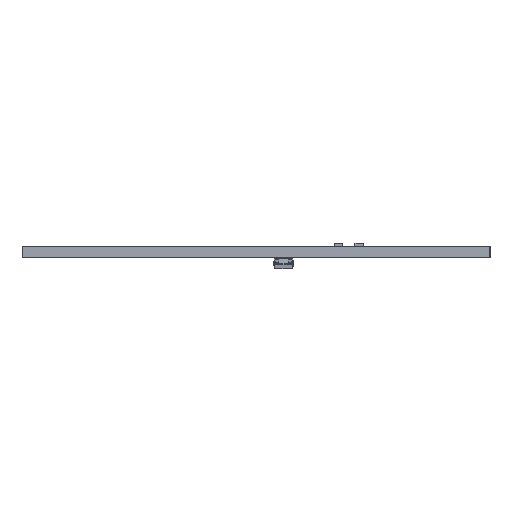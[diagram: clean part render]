
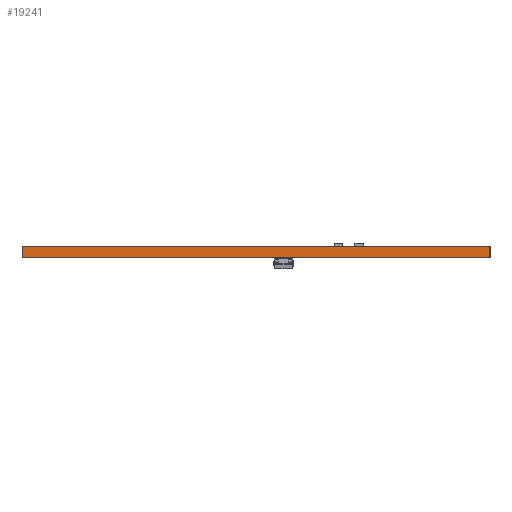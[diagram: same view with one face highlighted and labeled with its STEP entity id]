
A CAD part, left-side view. The second image highlights one B-rep face of the part: STEP entity #19241.
In plain terms, the highlighted planar face has unit normal (-1, 0, 0).
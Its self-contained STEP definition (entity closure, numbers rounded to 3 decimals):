
#10423 = PLANE('',#10424);
#10424 = AXIS2_PLACEMENT_3D('',#10425,#10426,#10427);
#10425 = CARTESIAN_POINT('',(29.,-41.,0.));
#10426 = DIRECTION('',(0.,1.,0.));
#10427 = DIRECTION('',(1.,0.,0.));
#10451 = PLANE('',#10452);
#10452 = AXIS2_PLACEMENT_3D('',#10453,#10454,#10455);
#10453 = CARTESIAN_POINT('',(191.,-41.,1.6));
#10454 = DIRECTION('',(0.,0.,1.));
#10455 = DIRECTION('',(1.,0.,0.));
#10479 = PLANE('',#10480);
#10480 = AXIS2_PLACEMENT_3D('',#10481,#10482,#10483);
#10481 = CARTESIAN_POINT('',(191.,-109.,0.));
#10482 = DIRECTION('',(0.,-1.,0.));
#10483 = DIRECTION('',(-1.,0.,0.));
#10505 = PLANE('',#10506);
#10506 = AXIS2_PLACEMENT_3D('',#10507,#10508,#10509);
#10507 = CARTESIAN_POINT('',(191.,-41.,0.));
#10508 = DIRECTION('',(0.,0.,1.));
#10509 = DIRECTION('',(1.,0.,0.));
#10520 = EDGE_CURVE('',#10521,#10523,#10525,.T.);
#10521 = VERTEX_POINT('',#10522);
#10522 = CARTESIAN_POINT('',(29.,-41.,0.));
#10523 = VERTEX_POINT('',#10524);
#10524 = CARTESIAN_POINT('',(29.,-41.,1.6));
#10525 = SURFACE_CURVE('',#10526,(#10530,#10537),.PCURVE_S1.);
#10526 = LINE('',#10527,#10528);
#10527 = CARTESIAN_POINT('',(29.,-41.,0.));
#10528 = VECTOR('',#10529,1.);
#10529 = DIRECTION('',(0.,0.,1.));
#10530 = PCURVE('',#10423,#10531);
#10531 = DEFINITIONAL_REPRESENTATION('',(#10532),#10536);
#10532 = LINE('',#10533,#10534);
#10533 = CARTESIAN_POINT('',(0.,0.));
#10534 = VECTOR('',#10535,1.);
#10535 = DIRECTION('',(0.,-1.));
#10536 = ( GEOMETRIC_REPRESENTATION_CONTEXT(2) 
PARAMETRIC_REPRESENTATION_CONTEXT() REPRESENTATION_CONTEXT('2D SPACE',''
  ) );
#10537 = PCURVE('',#10538,#10543);
#10538 = PLANE('',#10539);
#10539 = AXIS2_PLACEMENT_3D('',#10540,#10541,#10542);
#10540 = CARTESIAN_POINT('',(29.,-109.,0.));
#10541 = DIRECTION('',(-1.,0.,0.));
#10542 = DIRECTION('',(0.,1.,0.));
#10543 = DEFINITIONAL_REPRESENTATION('',(#10544),#10548);
#10544 = LINE('',#10545,#10546);
#10545 = CARTESIAN_POINT('',(68.,0.));
#10546 = VECTOR('',#10547,1.);
#10547 = DIRECTION('',(0.,-1.));
#10548 = ( GEOMETRIC_REPRESENTATION_CONTEXT(2) 
PARAMETRIC_REPRESENTATION_CONTEXT() REPRESENTATION_CONTEXT('2D SPACE',''
  ) );
#10598 = VERTEX_POINT('',#10599);
#10599 = CARTESIAN_POINT('',(29.,-109.,1.6));
#10620 = EDGE_CURVE('',#10621,#10598,#10623,.T.);
#10621 = VERTEX_POINT('',#10622);
#10622 = CARTESIAN_POINT('',(29.,-109.,0.));
#10623 = SURFACE_CURVE('',#10624,(#10628,#10635),.PCURVE_S1.);
#10624 = LINE('',#10625,#10626);
#10625 = CARTESIAN_POINT('',(29.,-109.,0.));
#10626 = VECTOR('',#10627,1.);
#10627 = DIRECTION('',(0.,0.,1.));
#10628 = PCURVE('',#10479,#10629);
#10629 = DEFINITIONAL_REPRESENTATION('',(#10630),#10634);
#10630 = LINE('',#10631,#10632);
#10631 = CARTESIAN_POINT('',(162.,0.));
#10632 = VECTOR('',#10633,1.);
#10633 = DIRECTION('',(0.,-1.));
#10634 = ( GEOMETRIC_REPRESENTATION_CONTEXT(2) 
PARAMETRIC_REPRESENTATION_CONTEXT() REPRESENTATION_CONTEXT('2D SPACE',''
  ) );
#10635 = PCURVE('',#10538,#10636);
#10636 = DEFINITIONAL_REPRESENTATION('',(#10637),#10641);
#10637 = LINE('',#10638,#10639);
#10638 = CARTESIAN_POINT('',(0.,0.));
#10639 = VECTOR('',#10640,1.);
#10640 = DIRECTION('',(0.,-1.));
#10641 = ( GEOMETRIC_REPRESENTATION_CONTEXT(2) 
PARAMETRIC_REPRESENTATION_CONTEXT() REPRESENTATION_CONTEXT('2D SPACE',''
  ) );
#10669 = EDGE_CURVE('',#10621,#10521,#10670,.T.);
#10670 = SURFACE_CURVE('',#10671,(#10675,#10682),.PCURVE_S1.);
#10671 = LINE('',#10672,#10673);
#10672 = CARTESIAN_POINT('',(29.,-109.,0.));
#10673 = VECTOR('',#10674,1.);
#10674 = DIRECTION('',(0.,1.,0.));
#10675 = PCURVE('',#10505,#10676);
#10676 = DEFINITIONAL_REPRESENTATION('',(#10677),#10681);
#10677 = LINE('',#10678,#10679);
#10678 = CARTESIAN_POINT('',(-162.,-68.));
#10679 = VECTOR('',#10680,1.);
#10680 = DIRECTION('',(0.,1.));
#10681 = ( GEOMETRIC_REPRESENTATION_CONTEXT(2) 
PARAMETRIC_REPRESENTATION_CONTEXT() REPRESENTATION_CONTEXT('2D SPACE',''
  ) );
#10682 = PCURVE('',#10538,#10683);
#10683 = DEFINITIONAL_REPRESENTATION('',(#10684),#10688);
#10684 = LINE('',#10685,#10686);
#10685 = CARTESIAN_POINT('',(0.,0.));
#10686 = VECTOR('',#10687,1.);
#10687 = DIRECTION('',(1.,0.));
#10688 = ( GEOMETRIC_REPRESENTATION_CONTEXT(2) 
PARAMETRIC_REPRESENTATION_CONTEXT() REPRESENTATION_CONTEXT('2D SPACE',''
  ) );
#15348 = EDGE_CURVE('',#10598,#10523,#15349,.T.);
#15349 = SURFACE_CURVE('',#15350,(#15354,#15361),.PCURVE_S1.);
#15350 = LINE('',#15351,#15352);
#15351 = CARTESIAN_POINT('',(29.,-109.,1.6));
#15352 = VECTOR('',#15353,1.);
#15353 = DIRECTION('',(0.,1.,0.));
#15354 = PCURVE('',#10451,#15355);
#15355 = DEFINITIONAL_REPRESENTATION('',(#15356),#15360);
#15356 = LINE('',#15357,#15358);
#15357 = CARTESIAN_POINT('',(-162.,-68.));
#15358 = VECTOR('',#15359,1.);
#15359 = DIRECTION('',(0.,1.));
#15360 = ( GEOMETRIC_REPRESENTATION_CONTEXT(2) 
PARAMETRIC_REPRESENTATION_CONTEXT() REPRESENTATION_CONTEXT('2D SPACE',''
  ) );
#15361 = PCURVE('',#10538,#15362);
#15362 = DEFINITIONAL_REPRESENTATION('',(#15363),#15367);
#15363 = LINE('',#15364,#15365);
#15364 = CARTESIAN_POINT('',(0.,-1.6));
#15365 = VECTOR('',#15366,1.);
#15366 = DIRECTION('',(1.,0.));
#15367 = ( GEOMETRIC_REPRESENTATION_CONTEXT(2) 
PARAMETRIC_REPRESENTATION_CONTEXT() REPRESENTATION_CONTEXT('2D SPACE',''
  ) );
#19241 = ADVANCED_FACE('',(#19242),#10538,.T.);
#19242 = FACE_BOUND('',#19243,.T.);
#19243 = EDGE_LOOP('',(#19244,#19245,#19246,#19247));
#19244 = ORIENTED_EDGE('',*,*,#10620,.T.);
#19245 = ORIENTED_EDGE('',*,*,#15348,.T.);
#19246 = ORIENTED_EDGE('',*,*,#10520,.F.);
#19247 = ORIENTED_EDGE('',*,*,#10669,.F.);
